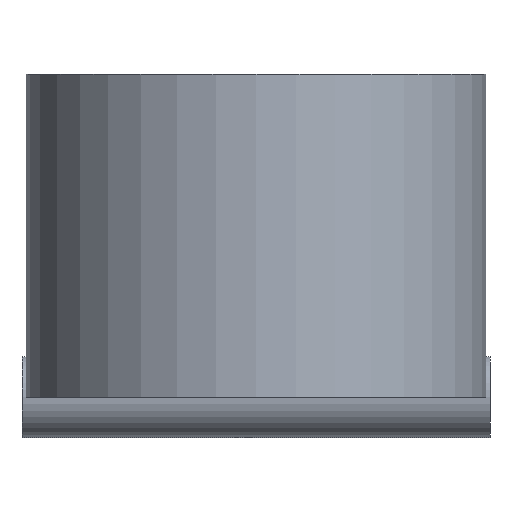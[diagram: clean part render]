
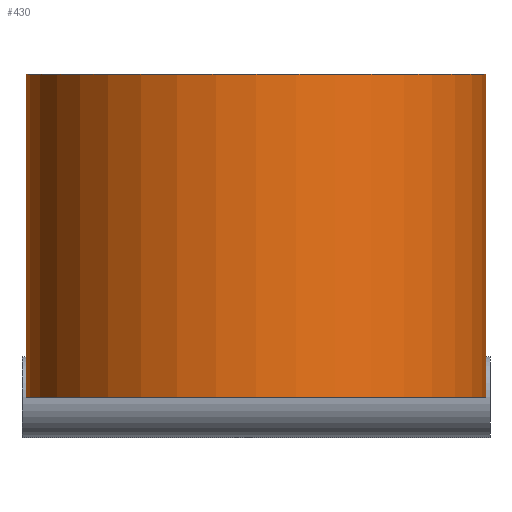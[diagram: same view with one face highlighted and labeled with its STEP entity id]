
A CAD part, front view. The second image highlights one B-rep face of the part: STEP entity #430.
In plain terms, the highlighted cylindrical face has radius 14.25 mm (diameter 28.5 mm), a partial arc.
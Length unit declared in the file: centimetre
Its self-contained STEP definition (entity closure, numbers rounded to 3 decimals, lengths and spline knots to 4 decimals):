
#3 = VECTOR ( 'NONE', #269, 100. ) ;
#12 = VECTOR ( 'NONE', #183, 100. ) ;
#13 = VERTEX_POINT ( 'NONE', #204 ) ;
#44 = LINE ( 'NONE', #396, #12 ) ;
#48 = DIRECTION ( 'NONE',  ( 1., 0., 0. ) ) ;
#55 = DIRECTION ( 'NONE',  ( 1., 0., 0. ) ) ;
#68 = ORIENTED_EDGE ( 'NONE', *, *, #404, .F. ) ;
#69 = AXIS2_PLACEMENT_3D ( 'NONE', #230, #415, #48 ) ;
#79 = CARTESIAN_POINT ( 'NONE',  ( 1.425, -3.5, 0. ) ) ;
#82 = LINE ( 'NONE', #500, #3 ) ;
#86 = ORIENTED_EDGE ( 'NONE', *, *, #352, .T. ) ;
#100 = CARTESIAN_POINT ( 'NONE',  ( 0., -3.5, 0. ) ) ;
#110 = CYLINDRICAL_SURFACE ( 'NONE', #373, 1.425 ) ;
#143 = ORIENTED_EDGE ( 'NONE', *, *, #178, .T. ) ;
#168 = VERTEX_POINT ( 'NONE', #447 ) ;
#178 = EDGE_CURVE ( 'NONE', #565, #168, #82, .T. ) ;
#183 = DIRECTION ( 'NONE',  ( 0., 0., 1. ) ) ;
#194 = EDGE_CURVE ( 'NONE', #13, #558, #44, .T. ) ;
#199 = FACE_OUTER_BOUND ( 'NONE', #520, .T. ) ;
#204 = CARTESIAN_POINT ( 'NONE',  ( -1.425, -3.5, 0. ) ) ;
#230 = CARTESIAN_POINT ( 'NONE',  ( 0., -3.5, 0. ) ) ;
#238 = DIRECTION ( 'NONE',  ( 0., 0., 1. ) ) ;
#269 = DIRECTION ( 'NONE',  ( 0., 0., 1. ) ) ;
#289 = CARTESIAN_POINT ( 'NONE',  ( -1.425, -3.5, 2. ) ) ;
#352 = EDGE_CURVE ( 'NONE', #13, #565, #471, .T. ) ;
#373 = AXIS2_PLACEMENT_3D ( 'NONE', #100, #475, #559 ) ;
#382 = CIRCLE ( 'NONE', #450, 1.425 ) ;
#396 = CARTESIAN_POINT ( 'NONE',  ( -1.425, -3.5, 0. ) ) ;
#404 = EDGE_CURVE ( 'NONE', #558, #168, #382, .T. ) ;
#415 = DIRECTION ( 'NONE',  ( 0., 0., 1. ) ) ;
#430 = ADVANCED_FACE ( 'NONE', ( #199 ), #110, .T. ) ;
#447 = CARTESIAN_POINT ( 'NONE',  ( 1.425, -3.5, 2. ) ) ;
#450 = AXIS2_PLACEMENT_3D ( 'NONE', #467, #238, #55 ) ;
#463 = ORIENTED_EDGE ( 'NONE', *, *, #194, .F. ) ;
#467 = CARTESIAN_POINT ( 'NONE',  ( 0., -3.5, 2. ) ) ;
#471 = CIRCLE ( 'NONE', #69, 1.425 ) ;
#475 = DIRECTION ( 'NONE',  ( 0., 0., 1. ) ) ;
#500 = CARTESIAN_POINT ( 'NONE',  ( 1.425, -3.5, 0. ) ) ;
#520 = EDGE_LOOP ( 'NONE', ( #463, #86, #143, #68 ) ) ;
#558 = VERTEX_POINT ( 'NONE', #289 ) ;
#559 = DIRECTION ( 'NONE',  ( 1., 0., 0. ) ) ;
#565 = VERTEX_POINT ( 'NONE', #79 ) ;
